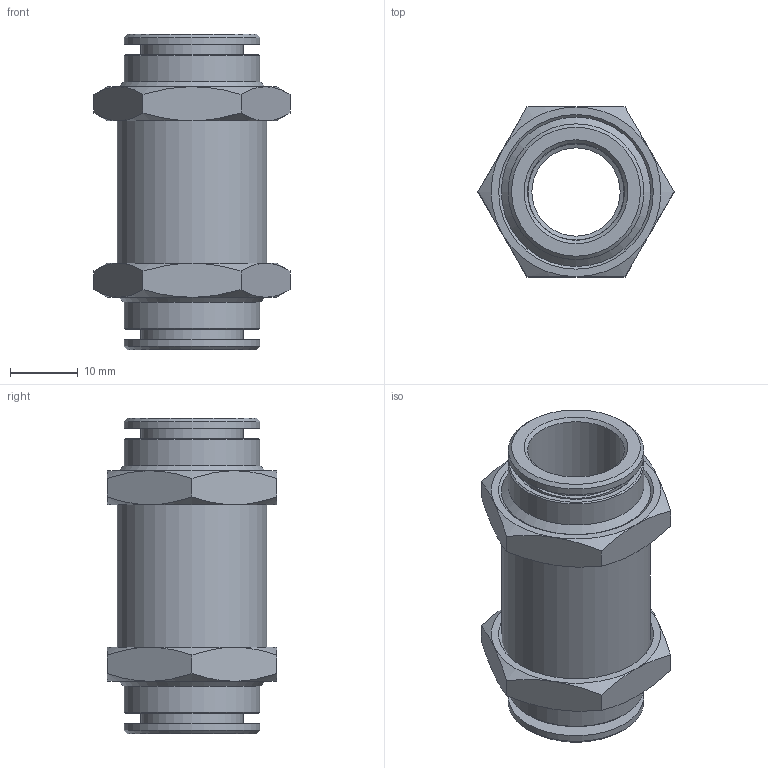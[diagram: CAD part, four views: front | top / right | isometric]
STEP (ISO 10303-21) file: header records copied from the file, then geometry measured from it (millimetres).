
FILE_DESCRIPTION(/* description */ (''),/* implementation_level */ '2;1');
FILE_NAME(/* name */ 'iqss_140_msv.stp',/* time_stamp */ '2017-10-05T11:04:29+02:00',/* author */ ('Hamoud'),/* organization */ (''),/* preprocessor_version */ 'ST-DEVELOPER v15.6',/* originating_system */ 'Autodesk Inventor LT ',/* authorisation */ '');
FILE_SCHEMA (('AUTOMOTIVE_DESIGN { 1 0 10303 214 3 1 1 }'));
Length unit declared in the file: millimetre
Products named in the file (1): iqss_140_msv
Bounding box: 28.87 x 25 x 46.5 mm (x, y, z)
Volume: 9729.8 mm3; surface area: 10345.7 mm2
Topology: 5 solids, 5 shells, 92 faces, 185 edges, 111 vertices
Faces by surface type: cone 42, plane 30, cylinder 20
Full cylindrical faces by diameter (mm): 13 x1, 14.15 x2, 14.3 x2, 15.1 x2, 15.2 x2, 16.2 x2, 16.5 x2, 20 x4, 20.773 x2, 22 x1
Entity records: 2412 total; most frequent: CARTESIAN_POINT 687, DIRECTION 354, ORIENTED_EDGE 276, AXIS2_PLACEMENT_3D 171, EDGE_LOOP 148, EDGE_CURVE 138, VERTEX_POINT 102, FACE_OUTER_BOUND 92
